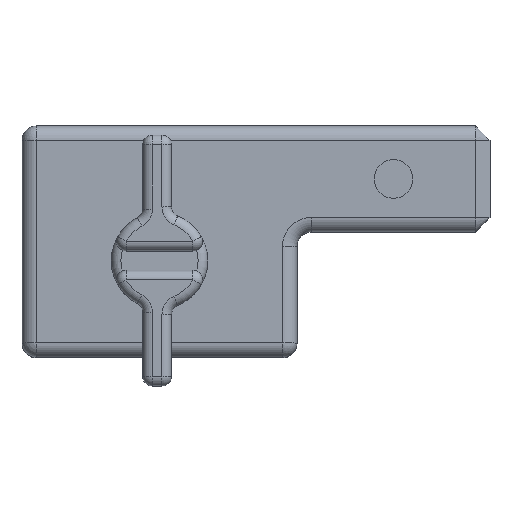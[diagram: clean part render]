
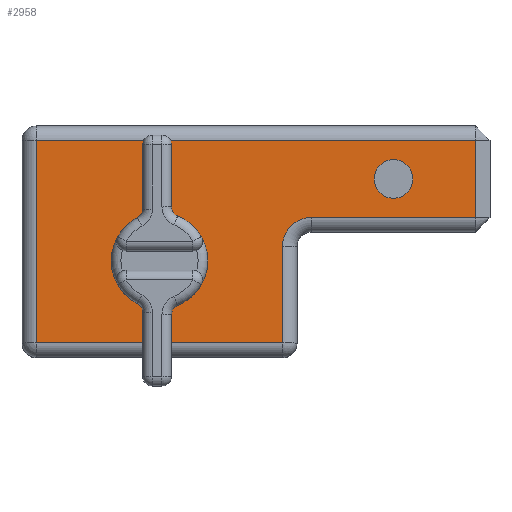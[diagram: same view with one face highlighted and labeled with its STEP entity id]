
A CAD part, top view. The second image highlights one B-rep face of the part: STEP entity #2958.
In plain terms, the highlighted planar face has unit normal (0, 0, 1).
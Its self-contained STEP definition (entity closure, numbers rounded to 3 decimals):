
#77=FACE_BOUND('',#403,.T.);
#78=FACE_BOUND('',#404,.T.);
#99=PLANE('',#3241);
#202=FACE_OUTER_BOUND('',#402,.T.);
#402=EDGE_LOOP('',(#2194,#2195,#2196,#2197,#2198,#2199,#2200));
#403=EDGE_LOOP('',(#2201));
#404=EDGE_LOOP('',(#2202));
#573=CIRCLE('',#3197,3.);
#595=CIRCLE('',#3242,3.904);
#596=CIRCLE('',#3243,2.);
#818=LINE('',#4836,#993);
#828=LINE('',#4865,#1003);
#864=LINE('',#5211,#1039);
#871=LINE('',#5258,#1046);
#873=LINE('',#5265,#1048);
#878=LINE('',#5275,#1053);
#993=VECTOR('',#3503,10.);
#1003=VECTOR('',#3537,10.);
#1039=VECTOR('',#3731,10.);
#1046=VECTOR('',#3794,10.);
#1048=VECTOR('',#3804,10.);
#1053=VECTOR('',#3819,10.);
#1186=VERTEX_POINT('',#4830);
#1188=VERTEX_POINT('',#4834);
#1195=VERTEX_POINT('',#4863);
#1246=VERTEX_POINT('',#5205);
#1247=VERTEX_POINT('',#5207);
#1254=VERTEX_POINT('',#5237);
#1259=VERTEX_POINT('',#5254);
#1261=VERTEX_POINT('',#5287);
#1262=VERTEX_POINT('',#5289);
#1469=EDGE_CURVE('',#1188,#1186,#818,.T.);
#1484=EDGE_CURVE('',#1195,#1188,#828,.T.);
#1566=EDGE_CURVE('',#1246,#1247,#573,.T.);
#1568=EDGE_CURVE('',#1186,#1246,#864,.T.);
#1593=EDGE_CURVE('',#1254,#1259,#871,.T.);
#1597=EDGE_CURVE('',#1259,#1195,#873,.T.);
#1602=EDGE_CURVE('',#1247,#1254,#878,.T.);
#1609=EDGE_CURVE('',#1261,#1261,#595,.T.);
#1610=EDGE_CURVE('',#1262,#1262,#596,.T.);
#2194=ORIENTED_EDGE('',*,*,#1469,.F.);
#2195=ORIENTED_EDGE('',*,*,#1484,.F.);
#2196=ORIENTED_EDGE('',*,*,#1597,.F.);
#2197=ORIENTED_EDGE('',*,*,#1593,.F.);
#2198=ORIENTED_EDGE('',*,*,#1602,.F.);
#2199=ORIENTED_EDGE('',*,*,#1566,.F.);
#2200=ORIENTED_EDGE('',*,*,#1568,.F.);
#2201=ORIENTED_EDGE('',*,*,#1609,.T.);
#2202=ORIENTED_EDGE('',*,*,#1610,.T.);
#2958=ADVANCED_FACE('',(#202,#77,#78),#99,.T.);
#3197=AXIS2_PLACEMENT_3D('',#5208,#3725,#3726);
#3241=AXIS2_PLACEMENT_3D('',#5286,#3834,#3835);
#3242=AXIS2_PLACEMENT_3D('',#5288,#3836,#3837);
#3243=AXIS2_PLACEMENT_3D('',#5290,#3838,#3839);
#3503=DIRECTION('',(0.,-1.,0.));
#3537=DIRECTION('',(1.,0.,0.));
#3725=DIRECTION('center_axis',(0.,0.,1.));
#3726=DIRECTION('ref_axis',(-0.707,0.707,0.));
#3731=DIRECTION('',(-1.,0.,0.));
#3794=DIRECTION('',(-1.,0.,0.));
#3804=DIRECTION('',(0.,1.,0.));
#3819=DIRECTION('',(0.,-1.,0.));
#3834=DIRECTION('center_axis',(0.,0.,1.));
#3835=DIRECTION('ref_axis',(1.,0.,0.));
#3836=DIRECTION('center_axis',(0.,0.,-1.));
#3837=DIRECTION('ref_axis',(0.,-1.,0.));
#3838=DIRECTION('center_axis',(0.,0.,-1.));
#3839=DIRECTION('ref_axis',(-1.,0.,0.));
#4830=CARTESIAN_POINT('',(39.,14.5,20.5));
#4834=CARTESIAN_POINT('',(39.,22.5,20.5));
#4836=CARTESIAN_POINT('',(39.,9.25,20.5));
#4863=CARTESIAN_POINT('',(-6.5,22.5,20.5));
#4865=CARTESIAN_POINT('',(-0.875,22.5,20.5));
#5205=CARTESIAN_POINT('',(22.,14.5,20.5));
#5207=CARTESIAN_POINT('',(19.,11.5,20.5));
#5208=CARTESIAN_POINT('Origin',(22.,11.5,20.5));
#5211=CARTESIAN_POINT('',(6.25,14.5,20.5));
#5237=CARTESIAN_POINT('',(19.,1.5,20.5));
#5254=CARTESIAN_POINT('',(-6.5,1.5,20.5));
#5258=CARTESIAN_POINT('',(-0.875,1.5,20.5));
#5265=CARTESIAN_POINT('',(-6.5,0.,20.5));
#5275=CARTESIAN_POINT('',(19.,0.,20.5));
#5286=CARTESIAN_POINT('Origin',(-8.,0.,20.5));
#5287=CARTESIAN_POINT('',(6.,13.904,20.5));
#5288=CARTESIAN_POINT('Origin',(6.,10.,20.5));
#5289=CARTESIAN_POINT('',(32.5,18.5,20.5));
#5290=CARTESIAN_POINT('Origin',(30.5,18.5,20.5));
